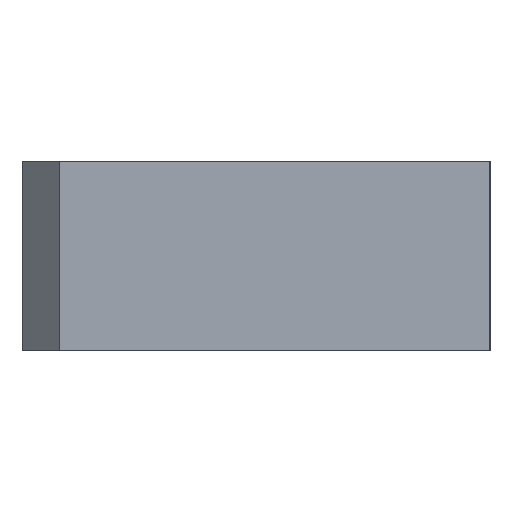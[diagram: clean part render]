
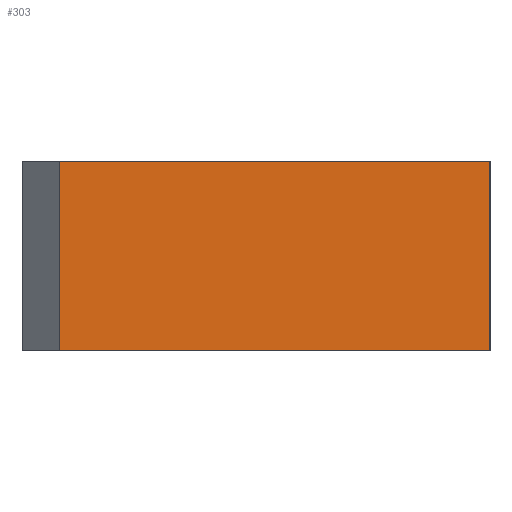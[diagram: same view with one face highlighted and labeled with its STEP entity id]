
A CAD part, left-side view. The second image highlights one B-rep face of the part: STEP entity #303.
In plain terms, the highlighted planar face has unit normal (-1, 0, 0).
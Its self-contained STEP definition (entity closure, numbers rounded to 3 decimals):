
#303 = ADVANCED_FACE ( 'NONE', ( #2038 ), #2036, .F. ) ;
#304 = EDGE_LOOP ( 'NONE', ( #305, #360, #363, #366 ) ) ;
#305 = ORIENTED_EDGE ( 'NONE', *, *, #306, .T. ) ;
#306 = EDGE_CURVE ( 'NONE', #307, #359, #2037, .T. ) ;
#307 = VERTEX_POINT ( 'NONE', #2028 ) ;
#359 = VERTEX_POINT ( 'NONE', #2116 ) ;
#360 = ORIENTED_EDGE ( 'NONE', *, *, #361, .F. ) ;
#361 = EDGE_CURVE ( 'NONE', #362, #359, #2179, .T. ) ;
#362 = VERTEX_POINT ( 'NONE', #2175 ) ;
#363 = ORIENTED_EDGE ( 'NONE', *, *, #364, .F. ) ;
#364 = EDGE_CURVE ( 'NONE', #365, #362, #2174, .T. ) ;
#365 = VERTEX_POINT ( 'NONE', #2170 ) ;
#366 = ORIENTED_EDGE ( 'NONE', *, *, #367, .T. ) ;
#367 = EDGE_CURVE ( 'NONE', #365, #307, #2169, .T. ) ;
#2028 = CARTESIAN_POINT ( 'NONE',  ( 0., 34., -7.5 ) ) ;
#2029 = DIRECTION ( 'NONE',  ( 0., -1., 0. ) ) ;
#2030 = VECTOR ( 'NONE', #2029, 1000. ) ;
#2031 = CARTESIAN_POINT ( 'NONE',  ( 0., 0., -7.5 ) ) ;
#2032 = DIRECTION ( 'NONE',  ( 0., 0., -1. ) ) ;
#2033 = DIRECTION ( 'NONE',  ( 1., 0., 0. ) ) ;
#2034 = CARTESIAN_POINT ( 'NONE',  ( 0., 0., 7.5 ) ) ;
#2035 = AXIS2_PLACEMENT_3D ( 'NONE', #2034, #2033, #2032 ) ;
#2036 = PLANE ( 'NONE',  #2035 ) ;
#2037 = LINE ( 'NONE', #2031, #2030 ) ;
#2038 = FACE_OUTER_BOUND ( 'NONE', #304, .T. ) ;
#2116 = CARTESIAN_POINT ( 'NONE',  ( 0., 0., -7.5 ) ) ;
#2166 = DIRECTION ( 'NONE',  ( 0., 0., -1. ) ) ;
#2167 = VECTOR ( 'NONE', #2166, 1000. ) ;
#2168 = CARTESIAN_POINT ( 'NONE',  ( 0., 34., 7.5 ) ) ;
#2169 = LINE ( 'NONE', #2168, #2167 ) ;
#2170 = CARTESIAN_POINT ( 'NONE',  ( 0., 34., 7.5 ) ) ;
#2171 = DIRECTION ( 'NONE',  ( 0., -1., 0. ) ) ;
#2172 = VECTOR ( 'NONE', #2171, 1000. ) ;
#2173 = CARTESIAN_POINT ( 'NONE',  ( 0., 0., 7.5 ) ) ;
#2174 = LINE ( 'NONE', #2173, #2172 ) ;
#2175 = CARTESIAN_POINT ( 'NONE',  ( 0., 0., 7.5 ) ) ;
#2176 = DIRECTION ( 'NONE',  ( 0., 0., -1. ) ) ;
#2177 = VECTOR ( 'NONE', #2176, 1000. ) ;
#2178 = CARTESIAN_POINT ( 'NONE',  ( 0., 0., 7.5 ) ) ;
#2179 = LINE ( 'NONE', #2178, #2177 ) ;
